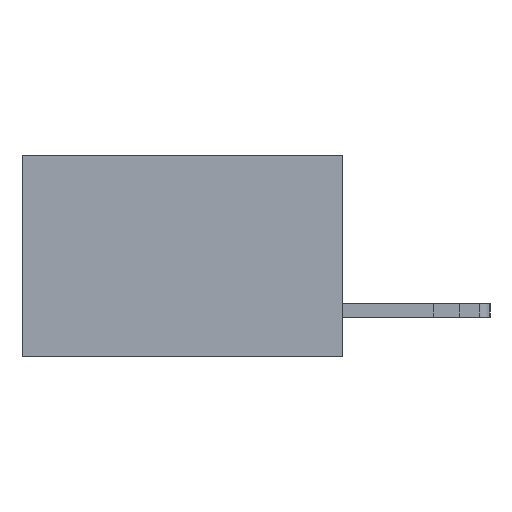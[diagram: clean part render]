
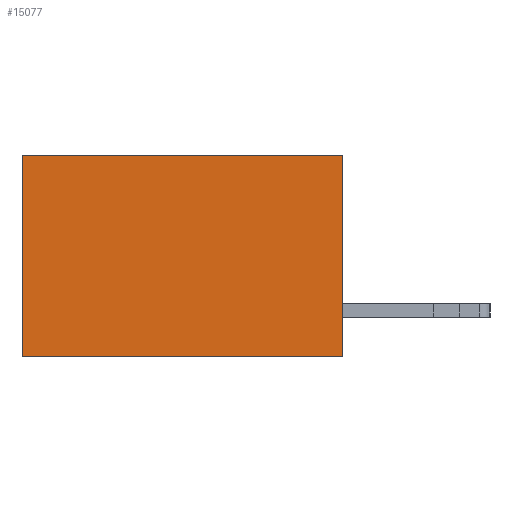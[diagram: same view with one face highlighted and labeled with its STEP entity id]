
A CAD part, left-side view. The second image highlights one B-rep face of the part: STEP entity #15077.
In plain terms, the highlighted planar face has unit normal (-1, 0, 0).
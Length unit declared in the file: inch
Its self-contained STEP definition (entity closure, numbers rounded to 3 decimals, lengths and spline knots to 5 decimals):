
#240 = EDGE_CURVE ( 'NONE', #1043, #8229, #5744, .T. ) ;
#529 = CARTESIAN_POINT ( 'NONE',  ( 0.277, 0., 0. ) ) ;
#720 = EDGE_CURVE ( 'NONE', #8229, #28394, #10015, .T. ) ;
#1043 = VERTEX_POINT ( 'NONE', #18499 ) ;
#1476 = DIRECTION ( 'NONE',  ( 0., 0., -1. ) ) ;
#2000 = ORIENTED_EDGE ( 'NONE', *, *, #12110, .T. ) ;
#2068 = VECTOR ( 'NONE', #17674, 39.37008 ) ;
#2558 = DIRECTION ( 'NONE',  ( 0., 0., -1. ) ) ;
#5075 = CARTESIAN_POINT ( 'NONE',  ( 0.277, 0.59, -0.37 ) ) ;
#5744 = LINE ( 'NONE', #18595, #32068 ) ;
#6785 = VECTOR ( 'NONE', #2558, 39.37008 ) ;
#8229 = VERTEX_POINT ( 'NONE', #23737 ) ;
#8478 = VERTEX_POINT ( 'NONE', #14406 ) ;
#8930 = CARTESIAN_POINT ( 'NONE',  ( 0.277, 0., -0.37 ) ) ;
#10015 = LINE ( 'NONE', #19406, #30473 ) ;
#12110 = EDGE_CURVE ( 'NONE', #8478, #28394, #20373, .T. ) ;
#13998 = PLANE ( 'NONE',  #14889 ) ;
#14023 = EDGE_CURVE ( 'NONE', #1043, #8478, #27580, .T. ) ;
#14406 = CARTESIAN_POINT ( 'NONE',  ( 0.277, 0.59, 0. ) ) ;
#14766 = EDGE_LOOP ( 'NONE', ( #2000, #29814, #18457, #20455 ) ) ;
#14889 = AXIS2_PLACEMENT_3D ( 'NONE', #8930, #16581, #1476 ) ;
#15077 = ADVANCED_FACE ( 'NONE', ( #27908 ), #13998, .F. ) ;
#16581 = DIRECTION ( 'NONE',  ( 1., 0., 0. ) ) ;
#17674 = DIRECTION ( 'NONE',  ( 0., 1., 0. ) ) ;
#18457 = ORIENTED_EDGE ( 'NONE', *, *, #240, .F. ) ;
#18499 = CARTESIAN_POINT ( 'NONE',  ( 0.277, 0., 0. ) ) ;
#18595 = CARTESIAN_POINT ( 'NONE',  ( 0.277, 0., -0.37 ) ) ;
#18640 = DIRECTION ( 'NONE',  ( 0., 0., -1. ) ) ;
#19406 = CARTESIAN_POINT ( 'NONE',  ( 0.277, 0., -0.37 ) ) ;
#20373 = LINE ( 'NONE', #5075, #6785 ) ;
#20455 = ORIENTED_EDGE ( 'NONE', *, *, #14023, .T. ) ;
#23737 = CARTESIAN_POINT ( 'NONE',  ( 0.277, 0., -0.37 ) ) ;
#27101 = DIRECTION ( 'NONE',  ( 0., 1., 0. ) ) ;
#27580 = LINE ( 'NONE', #529, #2068 ) ;
#27908 = FACE_OUTER_BOUND ( 'NONE', #14766, .T. ) ;
#28394 = VERTEX_POINT ( 'NONE', #31781 ) ;
#29814 = ORIENTED_EDGE ( 'NONE', *, *, #720, .F. ) ;
#30473 = VECTOR ( 'NONE', #27101, 39.37008 ) ;
#31781 = CARTESIAN_POINT ( 'NONE',  ( 0.277, 0.59, -0.37 ) ) ;
#32068 = VECTOR ( 'NONE', #18640, 39.37008 ) ;
